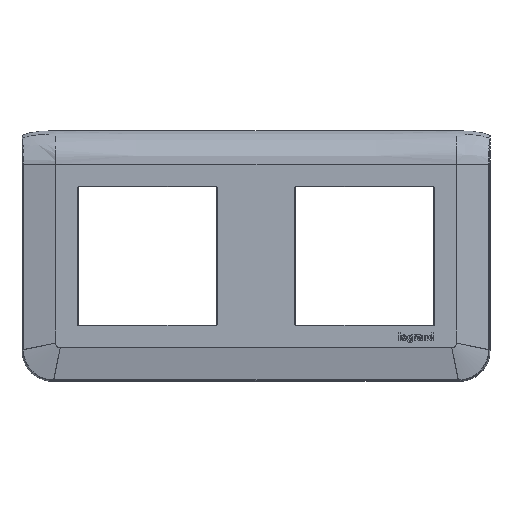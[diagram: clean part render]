
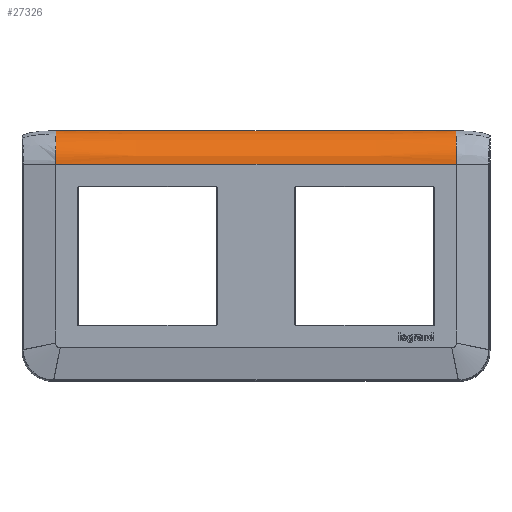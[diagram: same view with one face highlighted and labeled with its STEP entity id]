
A CAD part, top view. The second image highlights one B-rep face of the part: STEP entity #27326.
In plain terms, the highlighted face is a extrusion surface.
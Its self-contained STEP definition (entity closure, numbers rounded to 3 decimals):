
#2296=CARTESIAN_POINT('Line Origine',(35.5,30.,8.5)) ;
#2300=CARTESIAN_POINT('Vertex',(-29.983,30.,8.5)) ;
#2302=CARTESIAN_POINT('Vertex',(100.983,30.,8.5)) ;
#26462=CARTESIAN_POINT('Vertex',(-30.,39.833,2.755)) ;
#26668=CARTESIAN_POINT('Control Point',(-30.,39.834,2.756)) ;
#26669=CARTESIAN_POINT('Control Point',(-29.999,39.463,3.392)) ;
#26670=CARTESIAN_POINT('Control Point',(-29.998,39.05,4.014)) ;
#26671=CARTESIAN_POINT('Control Point',(-29.998,38.589,4.608)) ;
#26672=CARTESIAN_POINT('Control Point',(-29.996,37.939,5.342)) ;
#26673=CARTESIAN_POINT('Control Point',(-29.994,37.236,5.998)) ;
#26674=CARTESIAN_POINT('Control Point',(-29.994,37.054,6.159)) ;
#26675=CARTESIAN_POINT('Control Point',(-29.991,36.319,6.777)) ;
#26676=CARTESIAN_POINT('Control Point',(-29.989,35.53,7.305)) ;
#26677=CARTESIAN_POINT('Control Point',(-29.987,34.911,7.641)) ;
#26678=CARTESIAN_POINT('Control Point',(-29.985,33.831,8.089)) ;
#26679=CARTESIAN_POINT('Control Point',(-29.984,32.695,8.343)) ;
#26680=CARTESIAN_POINT('Control Point',(-29.983,32.226,8.414)) ;
#26681=CARTESIAN_POINT('Control Point',(-29.983,31.502,8.477)) ;
#26682=CARTESIAN_POINT('Control Point',(-29.983,30.771,8.497)) ;
#26683=CARTESIAN_POINT('Control Point',(-29.983,30.515,8.501)) ;
#26684=CARTESIAN_POINT('Control Point',(-29.983,30.258,8.501)) ;
#26685=CARTESIAN_POINT('Control Point',(-29.983,30.,8.5)) ;
#26732=CARTESIAN_POINT('Control Point',(-30.,39.834,2.755)) ;
#26733=CARTESIAN_POINT('Control Point',(-30.,40.135,2.234)) ;
#26734=CARTESIAN_POINT('Control Point',(-30.,40.406,1.696)) ;
#26735=CARTESIAN_POINT('Control Point',(-30.,40.645,1.143)) ;
#26736=CARTESIAN_POINT('Control Point',(-30.,40.845,0.578)) ;
#26737=CARTESIAN_POINT('Control Point',(-30.,41.,0.)) ;
#26738=CARTESIAN_POINT('Vertex',(-30.,41.,0.)) ;
#27277=CARTESIAN_POINT('Control Point',(35.5,30.,8.5)) ;
#27278=CARTESIAN_POINT('Control Point',(35.5,32.78,8.5)) ;
#27279=CARTESIAN_POINT('Control Point',(35.5,35.561,8.5)) ;
#27280=CARTESIAN_POINT('Control Point',(35.5,38.467,5.519)) ;
#27281=CARTESIAN_POINT('Control Point',(35.5,40.28,2.686)) ;
#27282=CARTESIAN_POINT('Control Point',(35.5,41.,0.)) ;
#27287=CARTESIAN_POINT('Control Point',(101.,39.833,2.755)) ;
#27288=CARTESIAN_POINT('Control Point',(101.,40.346,1.867)) ;
#27289=CARTESIAN_POINT('Control Point',(101.,40.749,0.935)) ;
#27290=CARTESIAN_POINT('Control Point',(101.,41.,0.)) ;
#27291=CARTESIAN_POINT('Vertex',(101.,39.833,2.755)) ;
#27293=CARTESIAN_POINT('Vertex',(101.,41.,0.)) ;
#27296=CARTESIAN_POINT('Line Origine',(35.5,41.,0.)) ;
#27302=CARTESIAN_POINT('Control Point',(101.,39.833,2.755)) ;
#27303=CARTESIAN_POINT('Control Point',(100.999,39.449,3.421)) ;
#27304=CARTESIAN_POINT('Control Point',(100.998,39.006,4.078)) ;
#27305=CARTESIAN_POINT('Control Point',(100.998,38.501,4.722)) ;
#27306=CARTESIAN_POINT('Control Point',(100.996,37.679,5.628)) ;
#27307=CARTESIAN_POINT('Control Point',(100.993,36.757,6.419)) ;
#27308=CARTESIAN_POINT('Control Point',(100.992,36.422,6.68)) ;
#27309=CARTESIAN_POINT('Control Point',(100.989,35.564,7.281)) ;
#27310=CARTESIAN_POINT('Control Point',(100.987,34.644,7.755)) ;
#27311=CARTESIAN_POINT('Control Point',(100.985,34.077,7.985)) ;
#27312=CARTESIAN_POINT('Control Point',(100.984,32.929,8.329)) ;
#27313=CARTESIAN_POINT('Control Point',(100.983,31.755,8.472)) ;
#27314=CARTESIAN_POINT('Control Point',(100.983,31.169,8.5)) ;
#27315=CARTESIAN_POINT('Control Point',(100.983,30.584,8.5)) ;
#27316=CARTESIAN_POINT('Control Point',(100.983,30.,8.5)) ;
#2297=DIRECTION('Vector Direction',(1.,0.,0.)) ;
#27283=DIRECTION('Vector Direction',(1.,0.,0.)) ;
#27297=DIRECTION('Vector Direction',(1.,0.,0.)) ;
#2298=VECTOR('Line Direction',#2297,1.) ;
#27284=VECTOR('Extrusion Surface Vector',#27283,1.) ;
#27298=VECTOR('Line Direction',#27297,1.) ;
#27319=ORIENTED_EDGE('',*,*,#27295,.T.) ;
#27320=ORIENTED_EDGE('',*,*,#27300,.F.) ;
#27321=ORIENTED_EDGE('',*,*,#26740,.F.) ;
#27322=ORIENTED_EDGE('',*,*,#26686,.T.) ;
#27323=ORIENTED_EDGE('',*,*,#2304,.T.) ;
#27324=ORIENTED_EDGE('',*,*,#27317,.T.) ;
#27326=ADVANCED_FACE('ABS',(#27325),#27285,.F.) ;
#26667=B_SPLINE_CURVE_WITH_KNOTS('',5,(#26668,#26669,#26670,#26671,#26672,#26673,#26674,#26675,#26676,#26677,#26678,#26679,#26680,#26681,#26682,#26683,#26684,#26685),.UNSPECIFIED.,.F.,.U.,(6,3,3,3,3,6),(0.,5.732,7.684,13.457,17.339,19.435),.UNSPECIFIED.) ;
#26731=B_SPLINE_CURVE_WITH_KNOTS('',5,(#26732,#26733,#26734,#26735,#26736,#26737),.UNSPECIFIED.,.F.,.U.,(6,6),(11.408,14.157),.UNSPECIFIED.) ;
#27276=B_SPLINE_CURVE_WITH_KNOTS('',5,(#27277,#27278,#27279,#27280,#27281,#27282),.UNSPECIFIED.,.F.,.U.,(6,6),(0.,13.901),.UNSPECIFIED.) ;
#27286=B_SPLINE_CURVE_WITH_KNOTS('',3,(#27287,#27288,#27289,#27290),.UNSPECIFIED.,.F.,.U.,(4,4),(16.395,20.504),.UNSPECIFIED.) ;
#27301=B_SPLINE_CURVE_WITH_KNOTS('',5,(#27302,#27303,#27304,#27305,#27306,#27307,#27308,#27309,#27310,#27311,#27312,#27313,#27314,#27315,#27316),.UNSPECIFIED.,.F.,.U.,(6,3,3,3,6),(0.,5.041,7.775,11.8,15.777),.UNSPECIFIED.) ;
#2304=EDGE_CURVE('',#2301,#2303,#2299,.T.) ;
#26686=EDGE_CURVE('',#26463,#2301,#26667,.T.) ;
#26740=EDGE_CURVE('',#26463,#26739,#26731,.T.) ;
#27295=EDGE_CURVE('',#27292,#27294,#27286,.T.) ;
#27300=EDGE_CURVE('',#26739,#27294,#27299,.T.) ;
#27317=EDGE_CURVE('',#2303,#27292,#27301,.F.) ;
#27318=EDGE_LOOP('',(#27319,#27320,#27321,#27322,#27323,#27324)) ;
#27325=FACE_OUTER_BOUND('',#27318,.T.) ;
#2299=LINE('Line',#2296,#2298) ;
#27299=LINE('Line',#27296,#27298) ;
#27285=SURFACE_OF_LINEAR_EXTRUSION('generated tabulated cylinder',#27276,#27284) ;
#2301=VERTEX_POINT('',#2300) ;
#2303=VERTEX_POINT('',#2302) ;
#26463=VERTEX_POINT('',#26462) ;
#26739=VERTEX_POINT('',#26738) ;
#27292=VERTEX_POINT('',#27291) ;
#27294=VERTEX_POINT('',#27293) ;
